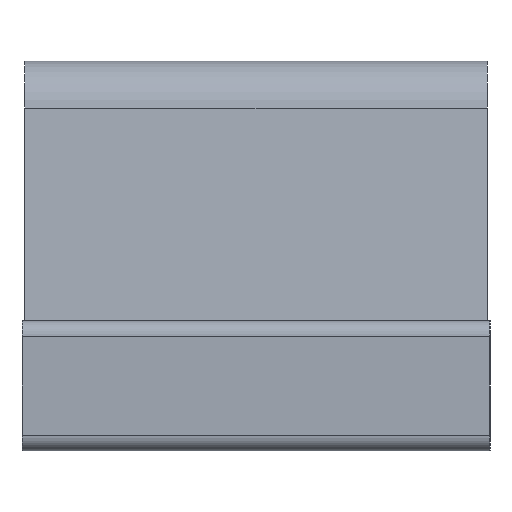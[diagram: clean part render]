
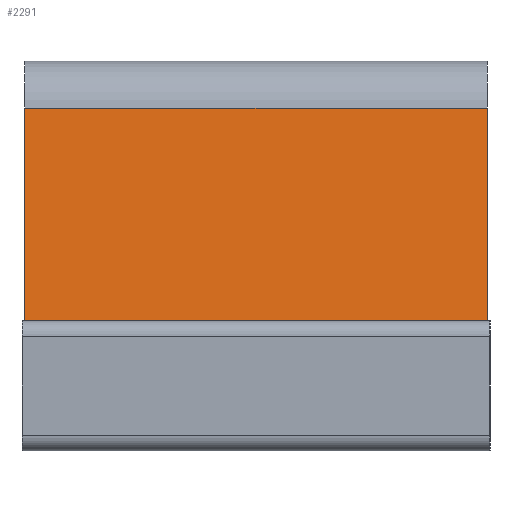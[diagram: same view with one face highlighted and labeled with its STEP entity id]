
A CAD part, left-side view. The second image highlights one B-rep face of the part: STEP entity #2291.
In plain terms, the highlighted planar face has unit normal (-0.995, 0, 0.096).
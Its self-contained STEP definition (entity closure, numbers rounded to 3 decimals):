
#2265 = VERTEX_POINT('',#2266);
#2266 = CARTESIAN_POINT('',(-0.6,-0.445,0.231));
#2272 = EDGE_CURVE('',#2265,#2273,#2275,.T.);
#2273 = VERTEX_POINT('',#2274);
#2274 = CARTESIAN_POINT('',(-0.6,0.445,0.231));
#2275 = LINE('',#2276,#2277);
#2276 = CARTESIAN_POINT('',(-0.6,-0.445,0.231));
#2277 = VECTOR('',#2278,1.);
#2278 = DIRECTION('',(0.,1.,0.));
#2291 = ADVANCED_FACE('',(#2292),#2317,.T.);
#2292 = FACE_BOUND('',#2293,.T.);
#2293 = EDGE_LOOP('',(#2294,#2302,#2310,#2316));
#2294 = ORIENTED_EDGE('',*,*,#2295,.T.);
#2295 = EDGE_CURVE('',#2265,#2296,#2298,.T.);
#2296 = VERTEX_POINT('',#2297);
#2297 = CARTESIAN_POINT('',(-0.559,-0.445,0.66));
#2298 = LINE('',#2299,#2300);
#2299 = CARTESIAN_POINT('',(-0.6,-0.445,0.231));
#2300 = VECTOR('',#2301,1.);
#2301 = DIRECTION('',(0.096,0.,0.995));
#2302 = ORIENTED_EDGE('',*,*,#2303,.T.);
#2303 = EDGE_CURVE('',#2296,#2304,#2306,.T.);
#2304 = VERTEX_POINT('',#2305);
#2305 = CARTESIAN_POINT('',(-0.559,0.445,0.66));
#2306 = LINE('',#2307,#2308);
#2307 = CARTESIAN_POINT('',(-0.559,-0.445,0.66));
#2308 = VECTOR('',#2309,1.);
#2309 = DIRECTION('',(0.,1.,0.));
#2310 = ORIENTED_EDGE('',*,*,#2311,.F.);
#2311 = EDGE_CURVE('',#2273,#2304,#2312,.T.);
#2312 = LINE('',#2313,#2314);
#2313 = CARTESIAN_POINT('',(-0.6,0.445,0.231));
#2314 = VECTOR('',#2315,1.);
#2315 = DIRECTION('',(0.096,0.,0.995));
#2316 = ORIENTED_EDGE('',*,*,#2272,.F.);
#2317 = PLANE('',#2318);
#2318 = AXIS2_PLACEMENT_3D('',#2319,#2320,#2321);
#2319 = CARTESIAN_POINT('',(-0.6,-0.445,0.231));
#2320 = DIRECTION('',(-0.995,0.,0.096));
#2321 = DIRECTION('',(0.096,0.,0.995));
